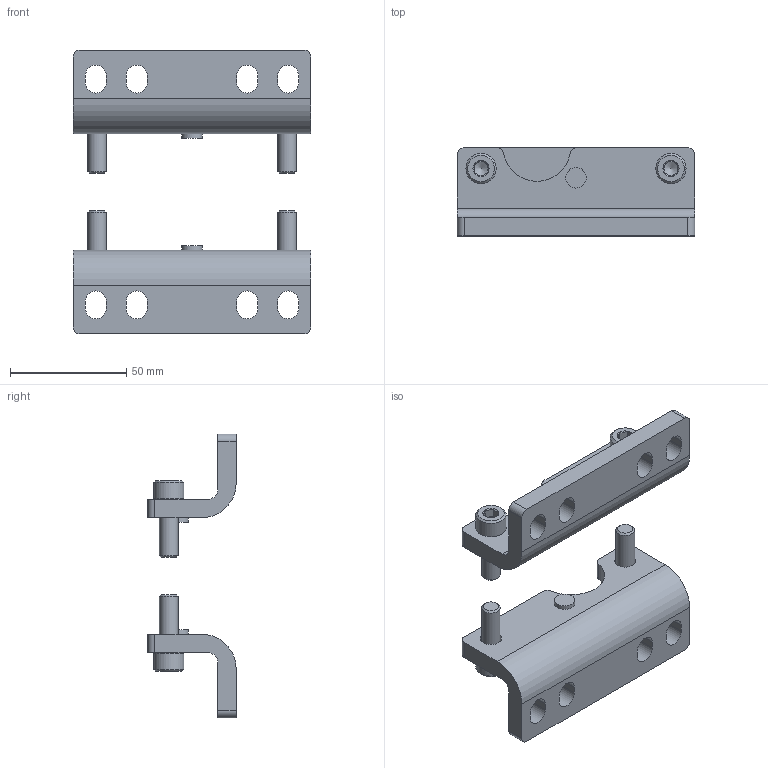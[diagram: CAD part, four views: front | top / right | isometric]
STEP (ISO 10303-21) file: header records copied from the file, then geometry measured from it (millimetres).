
FILE_DESCRIPTION(/* description */ ('STEP AP214'),/* implementation_level */ '2;1');
FILE_NAME(/* name */ '545236_HPC-50',/* time_stamp */ '2024-08-21T14:07:05+02:00',/* author */ ('License CC BY-ND 4.0'),/* organization */ ('CADENAS'),/* preprocessor_version */ 'ST-DEVELOPER v19.3',/* originating_system */ 'PARTsolutions',/* authorisation */ ' ');
FILE_SCHEMA (('AUTOMOTIVE_DESIGN {1 0 10303 214 3 1 1}'));
Length unit declared in the file: millimetre
Products named in the file (4): 545236 HPC-50---(50asm); 545236 HPC-50---(L); 545236 HPC-50---(R); DIN-912 - M8x25(F)
Assembly tree (6 placements, depth 2):
  545236 HPC-50---(50asm)
    545236 HPC-50---(L)
    545236 HPC-50---(R)
    DIN-912 - M8x25(F)  x4
Bounding box: 102 x 38 x 122 mm (x, y, z)
Volume: 93899.1 mm3; surface area: 35661.9 mm2
Topology: 6 solids, 6 shells, 192 faces, 430 edges, 258 vertices
Faces by surface type: plane 98, cylinder 50, cone 44
Full cylindrical faces by diameter (mm): 8 x4, 8.8 x4, 9 x4, 13 x4
Entity records: 3321 total; most frequent: DIRECTION 580, CARTESIAN_POINT 566, ORIENTED_EDGE 504, EDGE_CURVE 252, AXIS2_PLACEMENT_3D 219, VERTEX_POINT 171, FACE_BOUND 153, EDGE_LOOP 152
